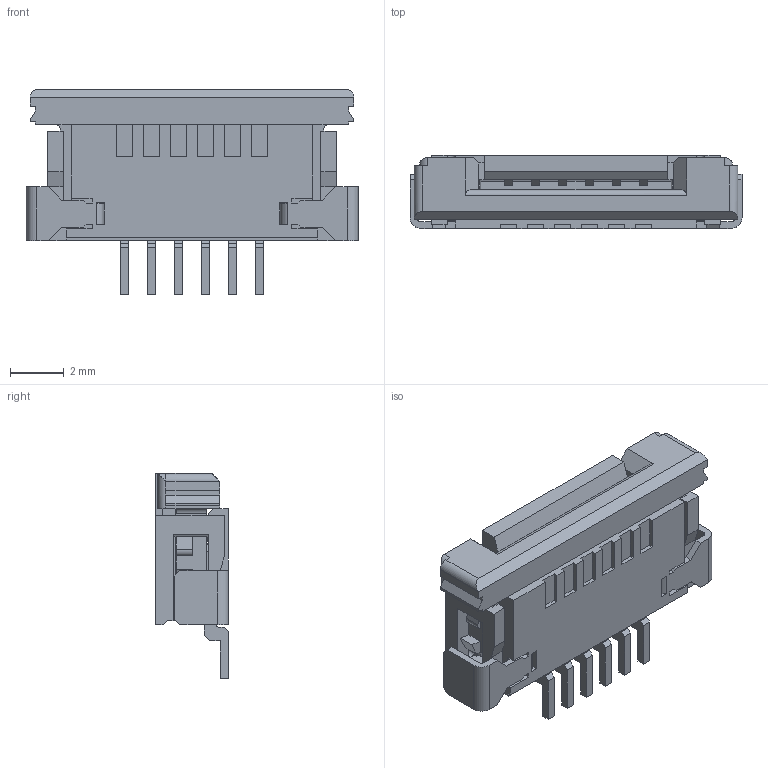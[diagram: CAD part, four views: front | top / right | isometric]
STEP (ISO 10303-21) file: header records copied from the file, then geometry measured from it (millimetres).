
FILE_DESCRIPTION(/* description */ ('STEP AP242','CAx-IF Rec.Pracs.---Representation and Presentation of Product Manufacturing Information (PMI)---4.0---2014-10-13','CAx-IF Rec.Pracs.---3D Tessellated Geometry---0.4---2014-09-14','2;1'),/* implementation_level */ '2;1');
FILE_NAME(/* name */ '66e0335e037205469b2a607b',/* time_stamp */ '2024-09-10T11:54:06Z',/* author */ (''),/* organization */ (''),/* preprocessor_version */ 'ST-DEVELOPER v20',/* originating_system */ ' ',/* authorisation */ ' ');
FILE_SCHEMA (('AP242_MANAGED_MODEL_BASED_3D_ENGINEERING_MIM_LF { 1 0 10303 442 1 1 4 }'));
Length unit declared in the file: metre
Products named in the file (1): 522070660
Bounding box: 12.3 x 2.7 x 7.6 mm (x, y, z)
Volume: 132.5 mm3; surface area: 445.1 mm2
Topology: 1 solids, 1 shells, 422 faces, 1263 edges, 828 vertices
Faces by surface type: plane 381, cylinder 41
Entity records: 15605 total; most frequent: ORIENTED_EDGE 2526, CARTESIAN_POINT 2520, DIRECTION 2191, EDGE_CURVE 1263, LINE 1177, VECTOR 1177, VERTEX_POINT 828, AXIS2_PLACEMENT_3D 507
